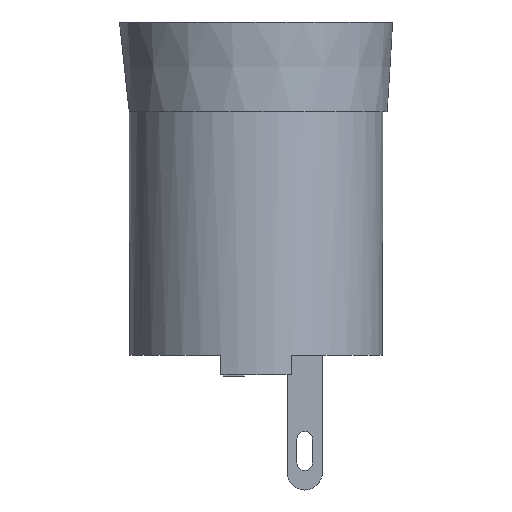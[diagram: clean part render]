
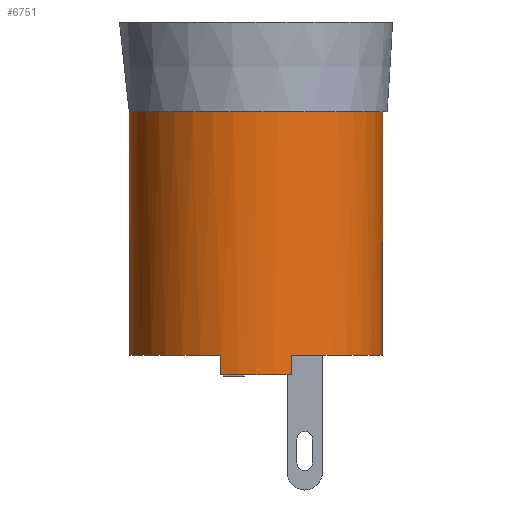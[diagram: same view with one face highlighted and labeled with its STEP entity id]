
A CAD part, front view. The second image highlights one B-rep face of the part: STEP entity #6751.
In plain terms, the highlighted cylindrical face has radius 6.5 mm (diameter 13 mm), a full revolution.
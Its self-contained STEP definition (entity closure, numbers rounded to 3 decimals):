
#216=CYLINDRICAL_SURFACE('',#7111,6.5);
#586=FACE_OUTER_BOUND('',#964,.T.);
#964=EDGE_LOOP('',(#6083,#6084,#6085,#6086,#6087,#6088,#6089,#6090,#6091,
#6092,#6093,#6094,#6095));
#1015=CIRCLE('',#7013,6.5);
#1016=CIRCLE('',#7014,6.5);
#1017=CIRCLE('',#7105,6.5);
#1018=CIRCLE('',#7108,6.5);
#1019=CIRCLE('',#7109,6.5);
#1020=CIRCLE('',#7112,6.5);
#1021=CIRCLE('',#7113,6.5);
#1823=LINE('',#11300,#2631);
#1824=LINE('',#11301,#2632);
#1825=LINE('',#11302,#2633);
#1826=LINE('',#11303,#2634);
#1827=LINE('',#11304,#2635);
#2631=VECTOR('',#8613,6.5);
#2632=VECTOR('',#8614,10.);
#2633=VECTOR('',#8615,10.);
#2634=VECTOR('',#8616,10.);
#2635=VECTOR('',#8617,10.);
#2808=VERTEX_POINT('',#9163);
#3155=VERTEX_POINT('',#10875);
#3156=VERTEX_POINT('',#10877);
#3163=VERTEX_POINT('',#10891);
#3164=VERTEX_POINT('',#10893);
#3265=VERTEX_POINT('',#11273);
#3266=VERTEX_POINT('',#11275);
#3269=VERTEX_POINT('',#11285);
#3270=VERTEX_POINT('',#11287);
#3271=VERTEX_POINT('',#11289);
#3273=VERTEX_POINT('',#11297);
#4011=EDGE_CURVE('',#3155,#3156,#1015,.T.);
#4019=EDGE_CURVE('',#3163,#3164,#1016,.T.);
#4209=EDGE_CURVE('',#3265,#3266,#1017,.T.);
#4215=EDGE_CURVE('',#3269,#3270,#1018,.T.);
#4216=EDGE_CURVE('',#3270,#3271,#1019,.T.);
#4220=EDGE_CURVE('',#2808,#3273,#1020,.T.);
#4221=EDGE_CURVE('',#3273,#2808,#1021,.T.);
#4222=EDGE_CURVE('',#3273,#3270,#1823,.T.);
#4223=EDGE_CURVE('',#3156,#3269,#1824,.T.);
#4224=EDGE_CURVE('',#3155,#3266,#1825,.T.);
#4225=EDGE_CURVE('',#3164,#3265,#1826,.T.);
#4226=EDGE_CURVE('',#3163,#3271,#1827,.T.);
#6083=ORIENTED_EDGE('',*,*,#4220,.F.);
#6084=ORIENTED_EDGE('',*,*,#4221,.F.);
#6085=ORIENTED_EDGE('',*,*,#4222,.T.);
#6086=ORIENTED_EDGE('',*,*,#4215,.F.);
#6087=ORIENTED_EDGE('',*,*,#4223,.F.);
#6088=ORIENTED_EDGE('',*,*,#4011,.F.);
#6089=ORIENTED_EDGE('',*,*,#4224,.T.);
#6090=ORIENTED_EDGE('',*,*,#4209,.F.);
#6091=ORIENTED_EDGE('',*,*,#4225,.F.);
#6092=ORIENTED_EDGE('',*,*,#4019,.F.);
#6093=ORIENTED_EDGE('',*,*,#4226,.T.);
#6094=ORIENTED_EDGE('',*,*,#4216,.F.);
#6095=ORIENTED_EDGE('',*,*,#4222,.F.);
#6751=ADVANCED_FACE('',(#586),#216,.T.);
#7013=AXIS2_PLACEMENT_3D('',#10878,#8207,#8208);
#7014=AXIS2_PLACEMENT_3D('',#10894,#8216,#8217);
#7105=AXIS2_PLACEMENT_3D('',#11276,#8587,#8588);
#7108=AXIS2_PLACEMENT_3D('',#11288,#8598,#8599);
#7109=AXIS2_PLACEMENT_3D('',#11290,#8600,#8601);
#7111=AXIS2_PLACEMENT_3D('',#11296,#8607,#8608);
#7112=AXIS2_PLACEMENT_3D('',#11298,#8609,#8610);
#7113=AXIS2_PLACEMENT_3D('',#11299,#8611,#8612);
#8207=DIRECTION('center_axis',(0.,0.,
-1.));
#8208=DIRECTION('ref_axis',(0.,-1.,0.));
#8216=DIRECTION('center_axis',(0.,0.,
-1.));
#8217=DIRECTION('ref_axis',(0.,-1.,0.));
#8587=DIRECTION('center_axis',(0.,0.,
-1.));
#8588=DIRECTION('ref_axis',(-0.277,-0.961,0.));
#8598=DIRECTION('center_axis',(0.,0.,
-1.));
#8599=DIRECTION('ref_axis',(-0.277,-0.961,0.));
#8600=DIRECTION('center_axis',(0.,0.,
-1.));
#8601=DIRECTION('ref_axis',(-0.277,-0.961,0.));
#8607=DIRECTION('center_axis',(0.,0.,
1.));
#8608=DIRECTION('ref_axis',(0.,-1.,0.));
#8609=DIRECTION('center_axis',(0.,0.,
1.));
#8610=DIRECTION('ref_axis',(0.,-1.,0.));
#8611=DIRECTION('center_axis',(0.,0.,
1.));
#8612=DIRECTION('ref_axis',(0.,-1.,0.));
#8613=DIRECTION('',(0.,0.,-1.));
#8614=DIRECTION('',(0.,0.,-1.));
#8615=DIRECTION('',(0.,0.,-1.));
#8616=DIRECTION('',(0.,0.,-1.));
#8617=DIRECTION('',(0.,0.,-1.));
#9163=CARTESIAN_POINT('',(-6.5,0.,12.5));
#10875=CARTESIAN_POINT('',(-1.8,-6.246,0.));
#10877=CARTESIAN_POINT('',(-1.8,6.246,0.));
#10878=CARTESIAN_POINT('Origin',(0.,0.,
0.));
#10891=CARTESIAN_POINT('',(1.8,6.246,0.));
#10893=CARTESIAN_POINT('',(1.8,-6.246,0.));
#10894=CARTESIAN_POINT('Origin',(0.,0.,
0.));
#11273=CARTESIAN_POINT('',(1.8,-6.246,-1.));
#11275=CARTESIAN_POINT('',(-1.8,-6.246,-1.));
#11276=CARTESIAN_POINT('Origin',(0.,0.,
-1.));
#11285=CARTESIAN_POINT('',(-1.8,6.246,-1.));
#11287=CARTESIAN_POINT('',(0.,6.5,-1.));
#11288=CARTESIAN_POINT('Origin',(0.,0.,
-1.));
#11289=CARTESIAN_POINT('',(1.8,6.246,-1.));
#11290=CARTESIAN_POINT('Origin',(0.,0.,
-1.));
#11296=CARTESIAN_POINT('Origin',(0.,0.,
0.));
#11297=CARTESIAN_POINT('',(0.,6.5,12.5));
#11298=CARTESIAN_POINT('Origin',(0.,0.,
12.5));
#11299=CARTESIAN_POINT('Origin',(0.,0.,
12.5));
#11300=CARTESIAN_POINT('',(0.,6.5,0.));
#11301=CARTESIAN_POINT('',(-1.8,6.246,0.));
#11302=CARTESIAN_POINT('',(-1.8,-6.246,0.));
#11303=CARTESIAN_POINT('',(1.8,-6.246,0.));
#11304=CARTESIAN_POINT('',(1.8,6.246,0.));
